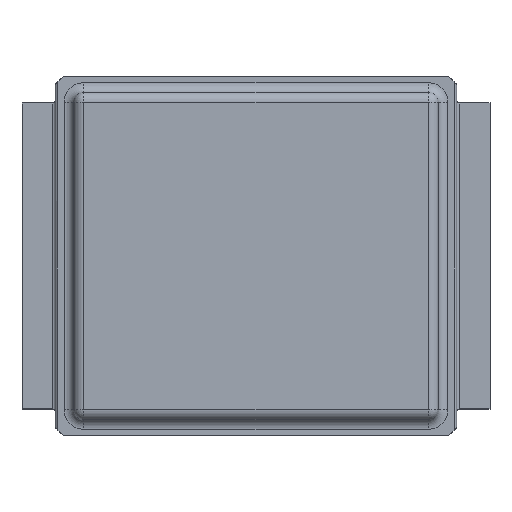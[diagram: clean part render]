
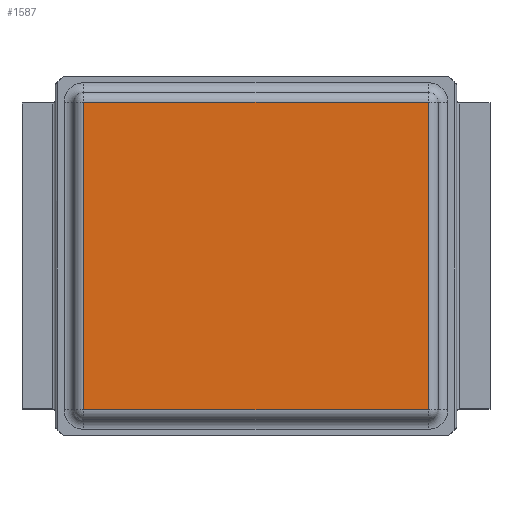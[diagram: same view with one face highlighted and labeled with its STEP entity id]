
A CAD part, top view. The second image highlights one B-rep face of the part: STEP entity #1587.
In plain terms, the highlighted planar face has unit normal (0, 0, 1).
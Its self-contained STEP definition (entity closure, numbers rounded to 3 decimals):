
#83=PLANE('',#1725);
#148=FACE_OUTER_BOUND('',#252,.T.);
#252=EDGE_LOOP('',(#1132,#1133,#1134,#1135));
#346=LINE('',#2433,#500);
#347=LINE('',#2439,#501);
#356=LINE('',#2462,#510);
#357=LINE('',#2466,#511);
#500=VECTOR('',#1931,5.975);
#501=VECTOR('',#1940,6.7);
#510=VECTOR('',#1959,6.7);
#511=VECTOR('',#1966,5.975);
#694=VERTEX_POINT('',#2427);
#695=VERTEX_POINT('',#2431);
#696=VERTEX_POINT('',#2437);
#705=VERTEX_POINT('',#2458);
#853=EDGE_CURVE('',#695,#694,#346,.T.);
#856=EDGE_CURVE('',#696,#695,#347,.T.);
#867=EDGE_CURVE('',#694,#705,#356,.T.);
#869=EDGE_CURVE('',#705,#696,#357,.T.);
#1132=ORIENTED_EDGE('',*,*,#867,.F.);
#1133=ORIENTED_EDGE('',*,*,#853,.F.);
#1134=ORIENTED_EDGE('',*,*,#856,.F.);
#1135=ORIENTED_EDGE('',*,*,#869,.F.);
#1587=ADVANCED_FACE('',(#148),#83,.T.);
#1725=AXIS2_PLACEMENT_3D('',#2467,#1967,#1968);
#1931=DIRECTION('',(0.,1.,0.));
#1940=DIRECTION('',(-1.,0.,0.));
#1959=DIRECTION('',(1.,0.,0.));
#1966=DIRECTION('',(0.,-1.,0.));
#1967=DIRECTION('center_axis',(0.,0.,1.));
#1968=DIRECTION('ref_axis',(1.,0.,0.));
#2427=CARTESIAN_POINT('',(-3.35,2.988,0.74));
#2431=CARTESIAN_POINT('',(-3.35,-2.988,0.74));
#2433=CARTESIAN_POINT('',(-3.35,-1.494,0.74));
#2437=CARTESIAN_POINT('',(3.35,-2.988,0.74));
#2439=CARTESIAN_POINT('',(1.675,-2.988,0.74));
#2458=CARTESIAN_POINT('',(3.35,2.988,0.74));
#2462=CARTESIAN_POINT('',(-1.675,2.988,0.74));
#2466=CARTESIAN_POINT('',(3.35,1.494,0.74));
#2467=CARTESIAN_POINT('Origin',(0.,0.,
0.74));
